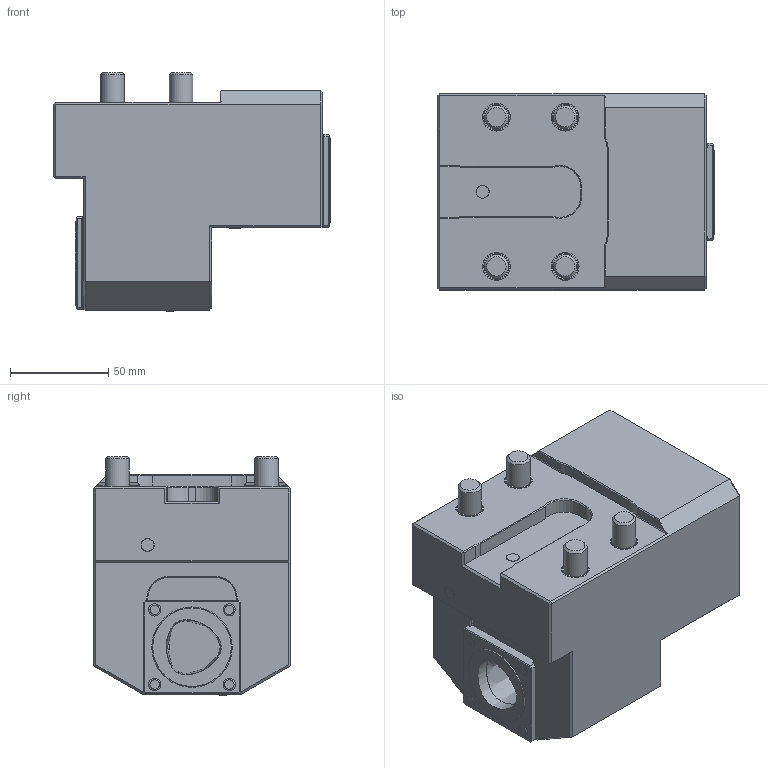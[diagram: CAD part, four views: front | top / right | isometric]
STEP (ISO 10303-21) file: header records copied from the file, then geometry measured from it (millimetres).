
FILE_DESCRIPTION(/* description */ (''),/* implementation_level */ '2;1');
FILE_NAME(/* name */ '1616492096387.stp',/* time_stamp */ '2021-03-23T10:35:02+01:00',/* author */ (''),/* organization */ ('SMS'),/* preprocessor_version */ 'ST-DEVELOPER v16.7',/* originating_system */ 'SIEMENS PLM Software NX 12.0',/* authorisation */ '');
FILE_SCHEMA (('AUTOMOTIVE_DESIGN { 1 0 10303 214 3 1 1 1 }'));
Length unit declared in the file: millimetre
Products named in the file (1): 203441962mod000_00
Bounding box: 140.99 x 99.9 x 121.53 mm (x, y, z)
Volume: 1094983.6 mm3; surface area: 85497.4 mm2
Topology: 1 solids, 1 shells, 264 faces, 636 edges, 416 vertices
Faces by surface type: plane 186, cylinder 36, cone 18, torus 10, sphere 10, bspline 4
Full cylindrical faces by diameter (mm): 2.5 x2, 4.495 x8, 5.694 x2, 11.988 x3, 12 x1
Entity records: 7961 total; most frequent: CARTESIAN_POINT 2042, DIRECTION 1182, ORIENTED_EDGE 1120, EDGE_CURVE 560, AXIS2_PLACEMENT_3D 395, LINE 392, VECTOR 392, VERTEX_POINT 384
